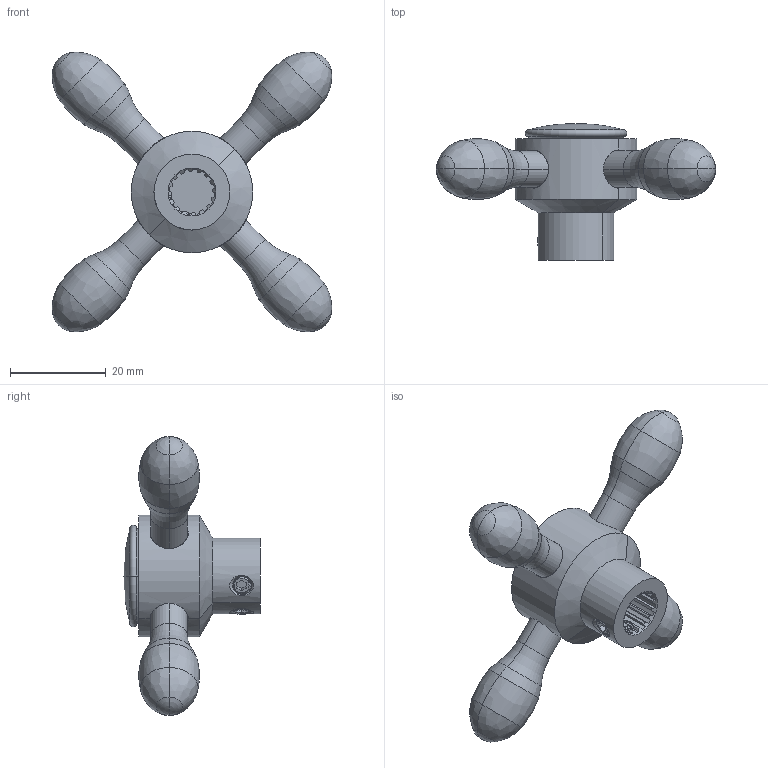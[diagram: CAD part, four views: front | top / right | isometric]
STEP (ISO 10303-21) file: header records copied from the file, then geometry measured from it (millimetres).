
FILE_DESCRIPTION((''),'2;1');
FILE_NAME('2-573_ASM','2020-01-08T09:22:15',('rsmith'),(''),'CREO PARAMETRIC BY PTC INC, 2018400','CREO PARAMETRIC BY PTC INC, 2018400','');
FILE_SCHEMA(('CONFIG_CONTROL_DESIGN'));
Length unit declared in the file: inch
Products named in the file (8): 11131; 11132; 92000; 2-443_ASM; 98036; 10181; 1-110_ASM; 2-573_ASM
Assembly tree (11 placements, depth 3):
  2-573_ASM
    2-443_ASM
      11131
      11132  x4
      92000  x2
    1-110_ASM
      98036
      10181
Bounding box: 58.35 x 28.57 x 58.35 mm (x, y, z)
Volume: 16141.6 mm3; surface area: 15461.3 mm2
Topology: 9 solids, 16 shells, 603 faces, 1586 edges, 1002 vertices
Faces by surface type: cylinder 202, bspline 197, plane 122, cone 42, sphere 22, torus 18
Entity records: 29882 total; most frequent: CARTESIAN_POINT 20057, ORIENTED_EDGE 2351, DIRECTION 1438, EDGE_CURVE 1190, VERTEX_POINT 774, B_SPLINE_CURVE_WITH_KNOTS 649, AXIS2_PLACEMENT_3D 560, EDGE_LOOP 467
